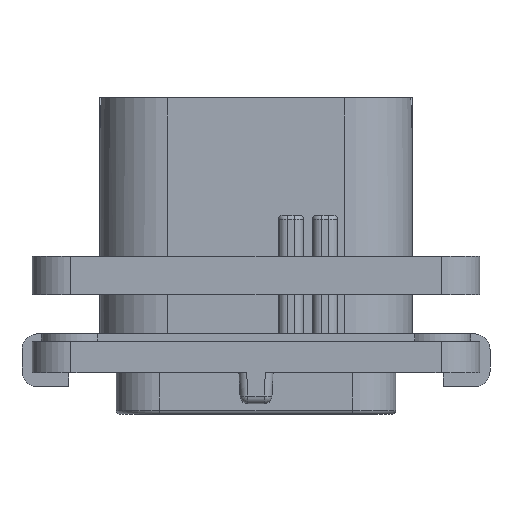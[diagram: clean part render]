
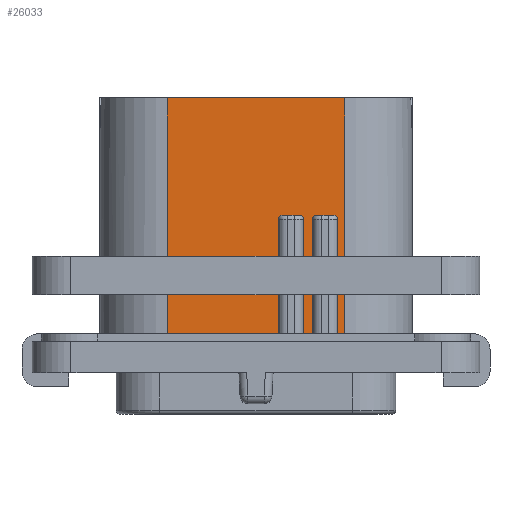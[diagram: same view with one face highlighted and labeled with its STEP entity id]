
A CAD part, front view. The second image highlights one B-rep face of the part: STEP entity #26033.
In plain terms, the highlighted planar face has unit normal (0, -1, 0).
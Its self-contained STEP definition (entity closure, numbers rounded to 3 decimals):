
#1176=DIRECTION('',(1.,0.,0.));
#1177=VECTOR('',#1176,11.4);
#1178=CARTESIAN_POINT('',(-5.7,-9.,17.67));
#1179=LINE('',#1178,#1177);
#5118=DIRECTION('',(1.,0.,0.));
#5119=VECTOR('',#5118,7.14);
#5120=CARTESIAN_POINT('',(-5.7,-9.,2.));
#5121=LINE('',#5120,#5119);
#5130=CARTESIAN_POINT('',(1.69,-9.,9.87));
#5131=DIRECTION('',(0.,1.,0.));
#5132=DIRECTION('',(-1.,0.,0.));
#5133=AXIS2_PLACEMENT_3D('',#5130,#5131,#5132);
#5162=CARTESIAN_POINT('',(2.79,-9.,9.87));
#5163=DIRECTION('',(0.,1.,0.));
#5164=DIRECTION('',(0.,0.,1.));
#5165=AXIS2_PLACEMENT_3D('',#5162,#5163,#5164);
#5175=DIRECTION('',(0.,0.,1.));
#5176=VECTOR('',#5175,7.87);
#5177=CARTESIAN_POINT('',(5.25,-9.,2.));
#5178=LINE('',#5177,#5176);
#5179=DIRECTION('',(1.,0.,0.));
#5180=VECTOR('',#5179,1.1);
#5181=CARTESIAN_POINT('',(3.9,-9.,10.12));
#5182=LINE('',#5181,#5180);
#5183=DIRECTION('',(0.,0.,1.));
#5184=VECTOR('',#5183,7.87);
#5185=CARTESIAN_POINT('',(3.65,-9.,2.));
#5186=LINE('',#5185,#5184);
#5187=DIRECTION('',(0.,0.,1.));
#5188=VECTOR('',#5187,7.87);
#5189=CARTESIAN_POINT('',(3.04,-9.,2.));
#5190=LINE('',#5189,#5188);
#5191=DIRECTION('',(1.,0.,0.));
#5192=VECTOR('',#5191,1.1);
#5193=CARTESIAN_POINT('',(1.69,-9.,10.12));
#5194=LINE('',#5193,#5192);
#5195=DIRECTION('',(0.,0.,1.));
#5196=VECTOR('',#5195,7.87);
#5197=CARTESIAN_POINT('',(1.44,-9.,2.));
#5198=LINE('',#5197,#5196);
#5199=DIRECTION('',(0.,0.,-1.));
#5200=VECTOR('',#5199,15.67);
#5201=CARTESIAN_POINT('',(-5.7,-9.,17.67));
#5202=LINE('',#5201,#5200);
#5203=DIRECTION('',(0.,0.,-1.));
#5204=VECTOR('',#5203,15.67);
#5205=CARTESIAN_POINT('',(5.7,-9.,17.67));
#5206=LINE('',#5205,#5204);
#5220=CARTESIAN_POINT('',(5.,-9.,9.87));
#5221=DIRECTION('',(0.,1.,0.));
#5222=DIRECTION('',(0.,0.,1.));
#5223=AXIS2_PLACEMENT_3D('',#5220,#5221,#5222);
#5262=CARTESIAN_POINT('',(3.9,-9.,9.87));
#5263=DIRECTION('',(0.,1.,0.));
#5264=DIRECTION('',(-1.,0.,0.));
#5265=AXIS2_PLACEMENT_3D('',#5262,#5263,#5264);
#5353=DIRECTION('',(1.,0.,0.));
#5354=VECTOR('',#5353,0.45);
#5355=CARTESIAN_POINT('',(5.25,-9.,2.));
#5356=LINE('',#5355,#5354);
#9280=DIRECTION('',(1.,0.,0.));
#9281=VECTOR('',#9280,0.61);
#9282=CARTESIAN_POINT('',(3.04,-9.,2.));
#9283=LINE('',#9282,#9281);
#16223=CARTESIAN_POINT('',(-5.7,-9.,17.67));
#16224=CARTESIAN_POINT('',(-5.7,-9.,2.));
#16225=VERTEX_POINT('',#16223);
#16226=VERTEX_POINT('',#16224);
#16227=CARTESIAN_POINT('',(5.7,-9.,17.67));
#16228=CARTESIAN_POINT('',(5.7,-9.,2.));
#16229=VERTEX_POINT('',#16227);
#16230=VERTEX_POINT('',#16228);
#16385=CARTESIAN_POINT('',(1.44,-9.,2.));
#16386=VERTEX_POINT('',#16385);
#16387=CARTESIAN_POINT('',(3.04,-9.,2.));
#16388=CARTESIAN_POINT('',(3.65,-9.,2.));
#16389=VERTEX_POINT('',#16387);
#16390=VERTEX_POINT('',#16388);
#16391=CARTESIAN_POINT('',(5.25,-9.,2.));
#16392=VERTEX_POINT('',#16391);
#18850=CARTESIAN_POINT('',(3.04,-9.,9.87));
#18852=VERTEX_POINT('',#18850);
#18854=CARTESIAN_POINT('',(2.79,-9.,10.12));
#18856=VERTEX_POINT('',#18854);
#18877=CARTESIAN_POINT('',(1.69,-9.,10.12));
#18878=VERTEX_POINT('',#18877);
#18879=CARTESIAN_POINT('',(1.44,-9.,9.87));
#18880=VERTEX_POINT('',#18879);
#18882=CARTESIAN_POINT('',(5.25,-9.,9.87));
#18884=VERTEX_POINT('',#18882);
#18886=CARTESIAN_POINT('',(5.,-9.,10.12));
#18888=VERTEX_POINT('',#18886);
#18889=CARTESIAN_POINT('',(3.9,-9.,10.12));
#18891=VERTEX_POINT('',#18889);
#18893=CARTESIAN_POINT('',(3.65,-9.,9.87));
#18895=VERTEX_POINT('',#18893);
#26003=CARTESIAN_POINT('',(-10.05,-9.,2.));
#26004=DIRECTION('',(0.,-1.,0.));
#26005=DIRECTION('',(1.,0.,0.));
#26006=AXIS2_PLACEMENT_3D('',#26003,#26004,#26005);
#26007=PLANE('',#26006);
#26009=ORIENTED_EDGE('',*,*,#26008,.T.);
#26011=ORIENTED_EDGE('',*,*,#26010,.F.);
#26013=ORIENTED_EDGE('',*,*,#26012,.F.);
#26015=ORIENTED_EDGE('',*,*,#26014,.F.);
#26017=ORIENTED_EDGE('',*,*,#26016,.F.);
#26019=ORIENTED_EDGE('',*,*,#26018,.F.);
#26020=ORIENTED_EDGE('',*,*,#25994,.T.);
#26021=ORIENTED_EDGE('',*,*,#25983,.F.);
#26022=ORIENTED_EDGE('',*,*,#25968,.F.);
#26023=ORIENTED_EDGE('',*,*,#25949,.F.);
#26024=ORIENTED_EDGE('',*,*,#25934,.F.);
#26025=ORIENTED_EDGE('',*,*,#25919,.F.);
#26026=ORIENTED_EDGE('',*,*,#20358,.F.);
#26027=ORIENTED_EDGE('',*,*,#20543,.T.);
#26028=ORIENTED_EDGE('',*,*,#20801,.T.);
#26030=ORIENTED_EDGE('',*,*,#26029,.F.);
#26031=EDGE_LOOP('',(#26009,#26011,#26013,#26015,#26017,#26019,#26020,#26021,
#26022,#26023,#26024,#26025,#26026,#26027,#26028,#26030));
#26032=FACE_OUTER_BOUND('',#26031,.F.);
#26033=ADVANCED_FACE('',(#26032),#26007,.T.);
#5134=CIRCLE('',#5133,0.25);
#5166=CIRCLE('',#5165,0.25);
#5224=CIRCLE('',#5223,0.25);
#5266=CIRCLE('',#5265,0.25);
#20358=EDGE_CURVE('',#16225,#16226,#5202,.T.);
#20543=EDGE_CURVE('',#16225,#16229,#1179,.T.);
#20801=EDGE_CURVE('',#16229,#16230,#5206,.T.);
#25919=EDGE_CURVE('',#16226,#16386,#5121,.T.);
#25934=EDGE_CURVE('',#16386,#18880,#5198,.T.);
#25949=EDGE_CURVE('',#18880,#18878,#5134,.T.);
#25968=EDGE_CURVE('',#18878,#18856,#5194,.T.);
#25983=EDGE_CURVE('',#18856,#18852,#5166,.T.);
#25994=EDGE_CURVE('',#16389,#18852,#5190,.T.);
#26008=EDGE_CURVE('',#16392,#18884,#5178,.T.);
#26010=EDGE_CURVE('',#18888,#18884,#5224,.T.);
#26012=EDGE_CURVE('',#18891,#18888,#5182,.T.);
#26014=EDGE_CURVE('',#18895,#18891,#5266,.T.);
#26016=EDGE_CURVE('',#16390,#18895,#5186,.T.);
#26018=EDGE_CURVE('',#16389,#16390,#9283,.T.);
#26029=EDGE_CURVE('',#16392,#16230,#5356,.T.);
